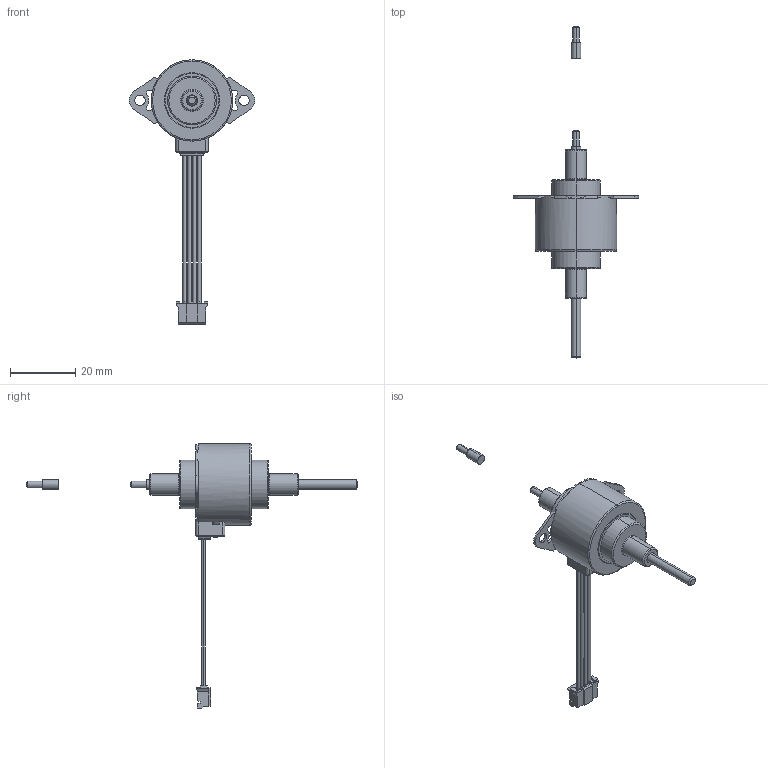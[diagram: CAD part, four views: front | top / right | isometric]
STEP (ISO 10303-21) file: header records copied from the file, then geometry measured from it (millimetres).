
FILE_DESCRIPTION (( 'STEP AP214' ), '1' );
FILE_NAME ('LM25LxxxNBxxxx.STEP', '2015-11-24T12:26:31', ( 'David' ), ( '' ), 'SwSTEP 2.0', 'SolidWorks 2015', '' );
FILE_SCHEMA (( 'AUTOMOTIVE_DESIGN' ));
Length unit declared in the file: millimetre
Products named in the file (1): LM25LxxxNBxxxx
Bounding box: 38.58 x 102 x 81.26 mm (x, y, z)
Volume: 11502.6 mm3; surface area: 6668.2 mm2
Topology: 6 solids, 6 shells, 717 faces, 1785 edges, 1136 vertices
Faces by surface type: plane 485, cylinder 161, bspline 41, torus 24, cone 6
Entity records: 23633 total; most frequent: CARTESIAN_POINT 4588, ORIENTED_EDGE 3570, DIRECTION 3533, EDGE_CURVE 1785, VECTOR 1227, LINE 1227, AXIS2_PLACEMENT_3D 1153, VERTEX_POINT 1136
